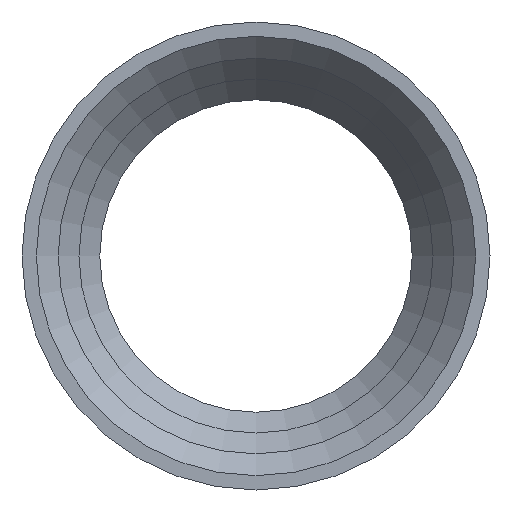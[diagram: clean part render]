
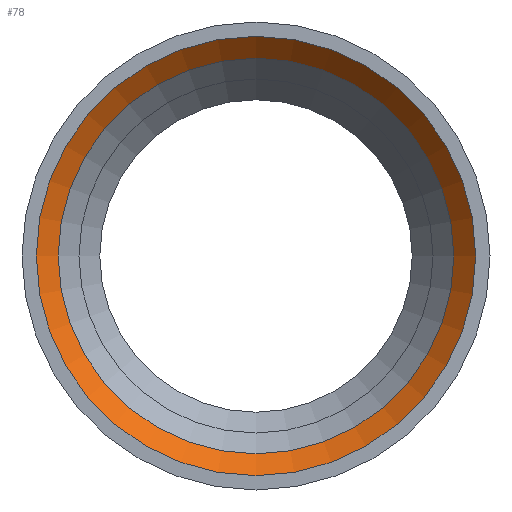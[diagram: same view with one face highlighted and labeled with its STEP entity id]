
A CAD part, left-side view. The second image highlights one B-rep face of the part: STEP entity #78.
In plain terms, the highlighted conical face has half-angle 44.772 degrees and reference radius 105.6 mm.
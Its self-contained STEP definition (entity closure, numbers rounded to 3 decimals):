
#78 = ADVANCED_FACE( '', ( #101, #102 ), #103, .F. );
#101 = FACE_BOUND( '', #149, .T. );
#102 = FACE_OUTER_BOUND( '', #150, .T. );
#103 = CONICAL_SURFACE( '', #151, 105.6, 0.781 );
#149 = EDGE_LOOP( '', ( #203 ) );
#150 = EDGE_LOOP( '', ( #204 ) );
#151 = AXIS2_PLACEMENT_3D( '', #205, #206, #207 );
#203 = ORIENTED_EDGE( '', *, *, #272, .T. );
#204 = ORIENTED_EDGE( '', *, *, #271, .F. );
#205 = CARTESIAN_POINT( '', ( 20., 0., 0. ) );
#206 = DIRECTION( '', ( -1., 0., 0. ) );
#207 = DIRECTION( '', ( 0., -1., 0. ) );
#271 = EDGE_CURVE( '', #290, #290, #291, .T. );
#272 = EDGE_CURVE( '', #292, #292, #293, .T. );
#290 = VERTEX_POINT( '', #322 );
#291 = CIRCLE( '', #323, 105.6 );
#292 = VERTEX_POINT( '', #324 );
#293 = CIRCLE( '', #325, 95.1 );
#322 = CARTESIAN_POINT( '', ( 20., 105.6, 0. ) );
#323 = AXIS2_PLACEMENT_3D( '', #357, #358, #359 );
#324 = CARTESIAN_POINT( '', ( 30.584, 95.1, 0. ) );
#325 = AXIS2_PLACEMENT_3D( '', #360, #361, #362 );
#357 = CARTESIAN_POINT( '', ( 20., 0., 0. ) );
#358 = DIRECTION( '', ( 1., 0., 0. ) );
#359 = DIRECTION( '', ( 0., 1., 0. ) );
#360 = CARTESIAN_POINT( '', ( 30.584, 0., 0. ) );
#361 = DIRECTION( '', ( 1., 0., 0. ) );
#362 = DIRECTION( '', ( 0., 1., 0. ) );
